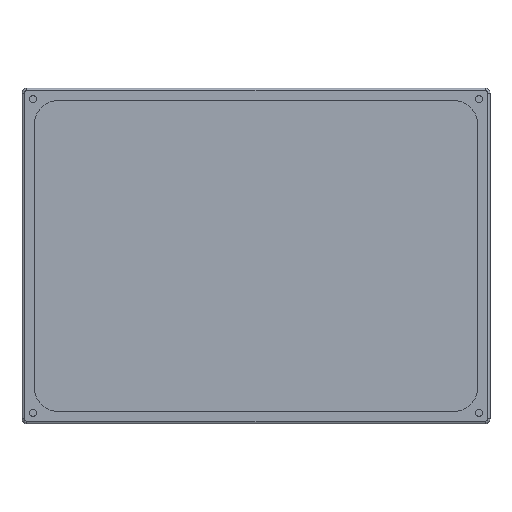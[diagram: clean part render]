
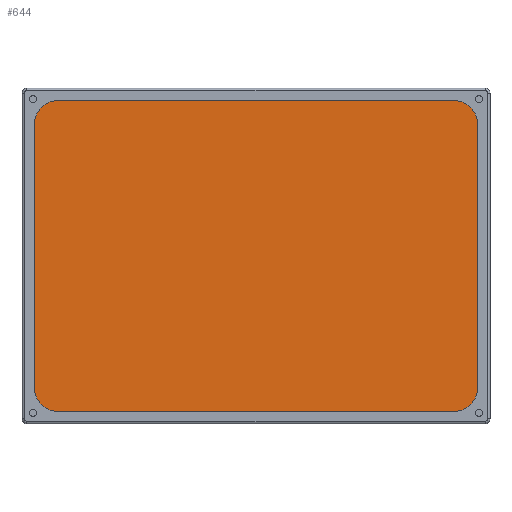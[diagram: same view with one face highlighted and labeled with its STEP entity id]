
A CAD part, top view. The second image highlights one B-rep face of the part: STEP entity #644.
In plain terms, the highlighted planar face has unit normal (0, 0, 1).
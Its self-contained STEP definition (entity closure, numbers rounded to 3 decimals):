
#34=PLANE('',#741);
#70=LINE('',#1146,#114);
#73=LINE('',#1154,#117);
#76=LINE('',#1162,#120);
#78=LINE('',#1168,#122);
#114=VECTOR('',#925,10.);
#117=VECTOR('',#934,10.);
#120=VECTOR('',#943,10.);
#122=VECTOR('',#951,10.);
#189=FACE_OUTER_BOUND('',#237,.T.);
#237=EDGE_LOOP('',(#590,#591,#592,#593,#594,#595,#596,#597));
#278=CIRCLE('',#730,10.);
#279=CIRCLE('',#733,10.);
#280=CIRCLE('',#736,10.);
#281=CIRCLE('',#739,10.);
#326=VERTEX_POINT('',#1138);
#327=VERTEX_POINT('',#1139);
#328=VERTEX_POINT('',#1144);
#329=VERTEX_POINT('',#1148);
#330=VERTEX_POINT('',#1149);
#331=VERTEX_POINT('',#1156);
#332=VERTEX_POINT('',#1157);
#333=VERTEX_POINT('',#1164);
#406=EDGE_CURVE('',#326,#327,#278,.T.);
#410=EDGE_CURVE('',#327,#328,#70,.T.);
#411=EDGE_CURVE('',#329,#330,#279,.T.);
#414=EDGE_CURVE('',#330,#326,#73,.T.);
#415=EDGE_CURVE('',#331,#332,#280,.T.);
#418=EDGE_CURVE('',#332,#329,#76,.T.);
#419=EDGE_CURVE('',#328,#333,#281,.T.);
#421=EDGE_CURVE('',#333,#331,#78,.T.);
#590=ORIENTED_EDGE('',*,*,#406,.T.);
#591=ORIENTED_EDGE('',*,*,#410,.T.);
#592=ORIENTED_EDGE('',*,*,#419,.T.);
#593=ORIENTED_EDGE('',*,*,#421,.T.);
#594=ORIENTED_EDGE('',*,*,#415,.T.);
#595=ORIENTED_EDGE('',*,*,#418,.T.);
#596=ORIENTED_EDGE('',*,*,#411,.T.);
#597=ORIENTED_EDGE('',*,*,#414,.T.);
#644=ADVANCED_FACE('',(#189),#34,.T.);
#730=AXIS2_PLACEMENT_3D('',#1140,#918,#919);
#733=AXIS2_PLACEMENT_3D('',#1150,#928,#929);
#736=AXIS2_PLACEMENT_3D('',#1158,#937,#938);
#739=AXIS2_PLACEMENT_3D('',#1165,#946,#947);
#741=AXIS2_PLACEMENT_3D('',#1169,#952,#953);
#918=DIRECTION('center_axis',(0.,0.,1.));
#919=DIRECTION('ref_axis',(0.707,0.707,0.));
#925=DIRECTION('',(-1.,0.,0.));
#928=DIRECTION('center_axis',(0.,0.,1.));
#929=DIRECTION('ref_axis',(0.707,-0.707,0.));
#934=DIRECTION('',(0.,1.,0.));
#937=DIRECTION('center_axis',(0.,0.,1.));
#938=DIRECTION('ref_axis',(-0.707,-0.707,0.));
#943=DIRECTION('',(1.,0.,0.));
#946=DIRECTION('center_axis',(0.,0.,1.));
#947=DIRECTION('ref_axis',(-0.707,0.707,0.));
#951=DIRECTION('',(0.,-1.,0.));
#952=DIRECTION('center_axis',(0.,0.,1.));
#953=DIRECTION('ref_axis',(1.,0.,0.));
#1138=CARTESIAN_POINT('',(91.25,54.,5.));
#1139=CARTESIAN_POINT('',(81.25,64.,5.));
#1140=CARTESIAN_POINT('Origin',(81.25,54.,5.));
#1144=CARTESIAN_POINT('',(-81.25,64.,5.));
#1146=CARTESIAN_POINT('',(91.25,64.,5.));
#1148=CARTESIAN_POINT('',(81.25,-64.,5.));
#1149=CARTESIAN_POINT('',(91.25,-54.,5.));
#1150=CARTESIAN_POINT('Origin',(81.25,-54.,5.));
#1154=CARTESIAN_POINT('',(91.25,-64.,5.));
#1156=CARTESIAN_POINT('',(-91.25,-54.,5.));
#1157=CARTESIAN_POINT('',(-81.25,-64.,5.));
#1158=CARTESIAN_POINT('Origin',(-81.25,-54.,5.));
#1162=CARTESIAN_POINT('',(-91.25,-64.,5.));
#1164=CARTESIAN_POINT('',(-91.25,54.,5.));
#1165=CARTESIAN_POINT('Origin',(-81.25,54.,5.));
#1168=CARTESIAN_POINT('',(-91.25,64.,5.));
#1169=CARTESIAN_POINT('Origin',(0.,0.,5.));
